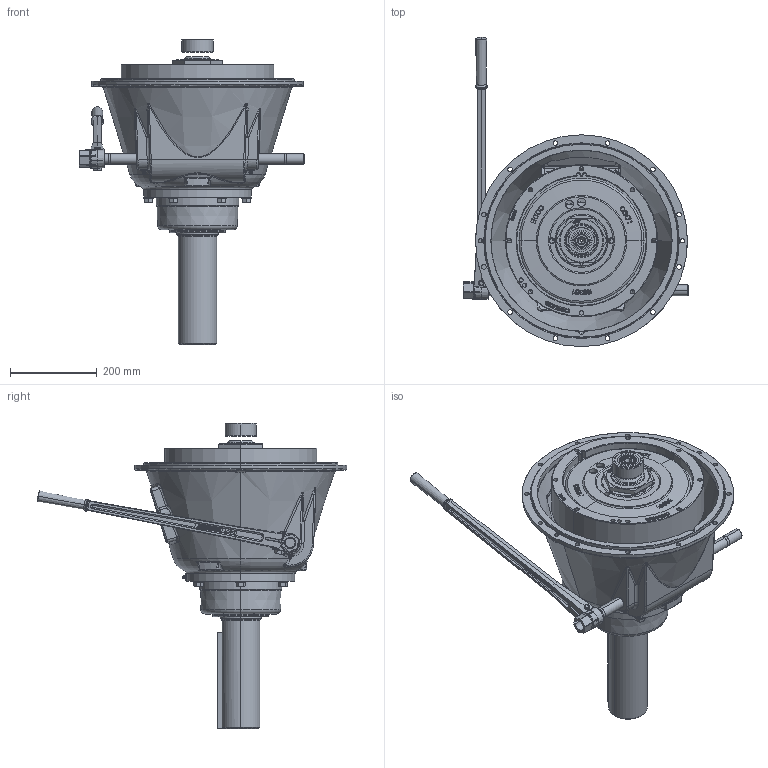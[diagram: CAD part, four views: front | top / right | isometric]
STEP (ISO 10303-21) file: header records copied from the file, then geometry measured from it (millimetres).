
FILE_DESCRIPTION (( 'STEP AP214' ), '1' );
FILE_NAME ('SP311P201.STEP', '2013-11-22T21:19:47', ( 'Windows User' ), ( '' ), 'SwSTEP 2.0', 'SolidWorks 2010', '' );
FILE_SCHEMA (( 'AUTOMOTIVE_DESIGN' ));
Length unit declared in the file: inch
Products named in the file (1): SP311P201
Bounding box: 520.6 x 715.07 x 705.67 mm (x, y, z)
Surface area: 1410668.3 mm2 (no closed solid volume)
Topology: 0 solids, 69 shells, 1220 faces, 4387 edges, 3137 vertices
Faces by surface type: plane 380, bspline 302, cylinder 262, cone 131, torus 120, sphere 25
Entity records: 88179 total; most frequent: CARTESIAN_POINT 39041, ORIENTED_EDGE 6908, DIRECTION 5845, EDGE_CURVE 4362, VERTEX_POINT 3131, AXIS2_PLACEMENT_3D 2157, LINE 1531, VECTOR 1531
